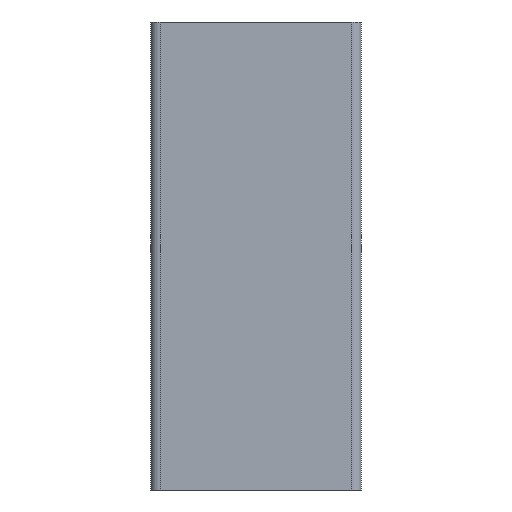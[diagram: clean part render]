
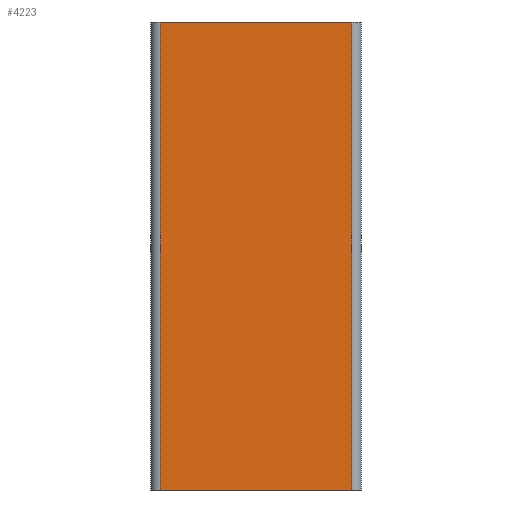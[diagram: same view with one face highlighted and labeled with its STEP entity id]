
A CAD part, front view. The second image highlights one B-rep face of the part: STEP entity #4223.
In plain terms, the highlighted planar face has unit normal (0, -1, 0).
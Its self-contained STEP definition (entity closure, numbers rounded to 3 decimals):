
#382=CARTESIAN_POINT('',(20.5,-22.5,0.0));
#383=VERTEX_POINT('',#382);
#391=CARTESIAN_POINT('',(-20.5,-22.5,0.0));
#392=VERTEX_POINT('',#391);
#393=CARTESIAN_POINT('',(20.5,-22.5,0.0));
#394=DIRECTION('',(-1.0,0.0,0.0));
#395=VECTOR('',#394,41.);
#396=LINE('',#393,#395);
#397=EDGE_CURVE('',#383,#392,#396,.T.);
#1635=CARTESIAN_POINT('',(-20.5,-22.5,100.0));
#1636=VERTEX_POINT('',#1635);
#1644=CARTESIAN_POINT('',(20.5,-22.5,100.0));
#1645=VERTEX_POINT('',#1644);
#1646=CARTESIAN_POINT('',(20.5,-22.5,100.0));
#1647=DIRECTION('',(-1.0,0.0,0.0));
#1648=VECTOR('',#1647,41.);
#1649=LINE('',#1646,#1648);
#1650=EDGE_CURVE('',#1645,#1636,#1649,.T.);
#4196=CARTESIAN_POINT('',(20.5,-22.5,0.0));
#4197=DIRECTION('',(0.0,0.0,1.0));
#4198=VECTOR('',#4197,100.0);
#4199=LINE('',#4196,#4198);
#4200=EDGE_CURVE('',#383,#1645,#4199,.T.);
#4207=CARTESIAN_POINT('',(20.5,-22.5,0.0));
#4208=DIRECTION('',(0.0,-1.0,0.0));
#4209=DIRECTION('',(0.0,0.0,-1.0));
#4210=AXIS2_PLACEMENT_3D('',#4207,#4208,#4209);
#4211=PLANE('',#4210);
#4212=ORIENTED_EDGE('',*,*,#1650,.T.);
#4213=CARTESIAN_POINT('',(-20.5,-22.5,0.0));
#4214=DIRECTION('',(0.0,0.0,1.0));
#4215=VECTOR('',#4214,100.0);
#4216=LINE('',#4213,#4215);
#4217=EDGE_CURVE('',#392,#1636,#4216,.T.);
#4218=ORIENTED_EDGE('',*,*,#4217,.F.);
#4219=ORIENTED_EDGE('',*,*,#397,.F.);
#4220=ORIENTED_EDGE('',*,*,#4200,.T.);
#4221=EDGE_LOOP('',(#4212,#4218,#4219,#4220));
#4222=FACE_OUTER_BOUND('',#4221,.T.);
#4223=ADVANCED_FACE('',(#4222),#4211,.T.);
